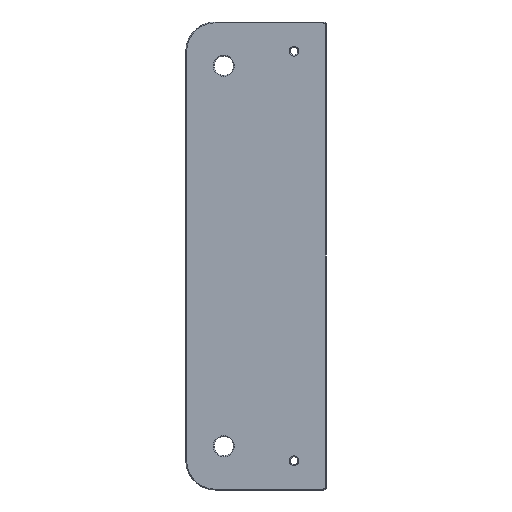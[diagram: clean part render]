
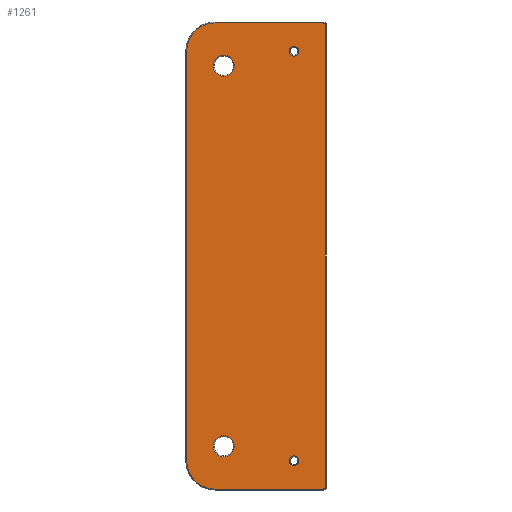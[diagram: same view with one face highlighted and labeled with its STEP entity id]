
A CAD part, front view. The second image highlights one B-rep face of the part: STEP entity #1261.
In plain terms, the highlighted planar face has unit normal (0, -1, 0).
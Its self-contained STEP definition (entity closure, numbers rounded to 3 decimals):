
#15 = AXIS2_PLACEMENT_3D ( 'NONE', #1941, #1083, #1124 ) ;
#22 = DIRECTION ( 'NONE',  ( 0., 1., 0. ) ) ;
#24 = CARTESIAN_POINT ( 'NONE',  ( -15., 0., -68.6 ) ) ;
#30 = EDGE_CURVE ( 'NONE', #2160, #615, #1782, .T. ) ;
#36 = DIRECTION ( 'NONE',  ( 0., 0., 1. ) ) ;
#37 = EDGE_LOOP ( 'NONE', ( #206, #2255 ) ) ;
#45 = DIRECTION ( 'NONE',  ( 0., 0., 1. ) ) ;
#75 = AXIS2_PLACEMENT_3D ( 'NONE', #1757, #114, #2599 ) ;
#91 = CARTESIAN_POINT ( 'NONE',  ( 19.7, 0., -79. ) ) ;
#110 = AXIS2_PLACEMENT_3D ( 'NONE', #2555, #1737, #497 ) ;
#114 = DIRECTION ( 'NONE',  ( 0., 1., 0. ) ) ;
#145 = CIRCLE ( 'NONE', #15, 9.7 ) ;
#166 = CARTESIAN_POINT ( 'NONE',  ( 9., 0., -71.65 ) ) ;
#174 = EDGE_CURVE ( 'NONE', #1685, #959, #1825, .T. ) ;
#187 = DIRECTION ( 'NONE',  ( 0., 0., 1. ) ) ;
#188 = VERTEX_POINT ( 'NONE', #2421 ) ;
#195 = CIRCLE ( 'NONE', #1719, 1.65 ) ;
#206 = ORIENTED_EDGE ( 'NONE', *, *, #2352, .T. ) ;
#209 = EDGE_CURVE ( 'NONE', #371, #188, #446, .T. ) ;
#239 = CIRCLE ( 'NONE', #110, 1.65 ) ;
#248 = DIRECTION ( 'NONE',  ( 0., 0., 1. ) ) ;
#264 = CARTESIAN_POINT ( 'NONE',  ( -27.7, 0., 0. ) ) ;
#275 = VERTEX_POINT ( 'NONE', #434 ) ;
#309 = AXIS2_PLACEMENT_3D ( 'NONE', #2662, #1392, #350 ) ;
#312 = AXIS2_PLACEMENT_3D ( 'NONE', #2353, #2147, #187 ) ;
#350 = DIRECTION ( 'NONE',  ( 0., 0., 1. ) ) ;
#363 = ORIENTED_EDGE ( 'NONE', *, *, #174, .T. ) ;
#365 = ORIENTED_EDGE ( 'NONE', *, *, #2268, .T. ) ;
#371 = VERTEX_POINT ( 'NONE', #578 ) ;
#406 = EDGE_CURVE ( 'NONE', #1635, #1539, #2006, .T. ) ;
#410 = DIRECTION ( 'NONE',  ( 0., 0., 1. ) ) ;
#434 = CARTESIAN_POINT ( 'NONE',  ( 19., 0., 79.7 ) ) ;
#446 = CIRCLE ( 'NONE', #309, 1.65 ) ;
#472 = DIRECTION ( 'NONE',  ( 0., 0., -1. ) ) ;
#497 = DIRECTION ( 'NONE',  ( 0., 0., 1. ) ) ;
#505 = CIRCLE ( 'NONE', #1420, 3.6 ) ;
#571 = EDGE_CURVE ( 'NONE', #891, #2160, #145, .T. ) ;
#578 = CARTESIAN_POINT ( 'NONE',  ( 9., 0., 68.35 ) ) ;
#592 = CIRCLE ( 'NONE', #2502, 3.6 ) ;
#615 = VERTEX_POINT ( 'NONE', #682 ) ;
#629 = DIRECTION ( 'NONE',  ( 0., 1., 0. ) ) ;
#635 = CARTESIAN_POINT ( 'NONE',  ( 19.7, 0., 79. ) ) ;
#647 = EDGE_LOOP ( 'NONE', ( #2509, #2685 ) ) ;
#682 = CARTESIAN_POINT ( 'NONE',  ( 19., 0., -79.7 ) ) ;
#707 = VECTOR ( 'NONE', #747, 1000. ) ;
#734 = VERTEX_POINT ( 'NONE', #2606 ) ;
#735 = LINE ( 'NONE', #1565, #1337 ) ;
#745 = DIRECTION ( 'NONE',  ( 0., 1., 0. ) ) ;
#747 = DIRECTION ( 'NONE',  ( 1., 0., 0. ) ) ;
#788 = DIRECTION ( 'NONE',  ( 0., 0., 1. ) ) ;
#842 = DIRECTION ( 'NONE',  ( 0., -1., 0. ) ) ;
#848 = LINE ( 'NONE', #264, #1467 ) ;
#891 = VERTEX_POINT ( 'NONE', #1829 ) ;
#907 = CARTESIAN_POINT ( 'NONE',  ( 9., 0., -70. ) ) ;
#959 = VERTEX_POINT ( 'NONE', #635 ) ;
#973 = CIRCLE ( 'NONE', #1631, 3.6 ) ;
#1022 = FACE_BOUND ( 'NONE', #37, .T. ) ;
#1036 = PLANE ( 'NONE',  #1849 ) ;
#1072 = EDGE_CURVE ( 'NONE', #2238, #2214, #195, .T. ) ;
#1073 = EDGE_LOOP ( 'NONE', ( #1310, #2043, #2082, #365, #363, #2529, #1706, #2215 ) ) ;
#1081 = DIRECTION ( 'NONE',  ( 0., 1., 0. ) ) ;
#1083 = DIRECTION ( 'NONE',  ( 0., -1., 0. ) ) ;
#1108 = CIRCLE ( 'NONE', #2281, 9.7 ) ;
#1124 = DIRECTION ( 'NONE',  ( 0., 0., 1. ) ) ;
#1185 = FACE_BOUND ( 'NONE', #1674, .T. ) ;
#1244 = FACE_OUTER_BOUND ( 'NONE', #1073, .T. ) ;
#1255 = CARTESIAN_POINT ( 'NONE',  ( -15., 0., 61.4 ) ) ;
#1258 = CARTESIAN_POINT ( 'NONE',  ( 19., 0., 79. ) ) ;
#1261 = ADVANCED_FACE ( 'NONE', ( #1022, #1623, #1244, #1185, #2475 ), #1036, .F. ) ;
#1310 = ORIENTED_EDGE ( 'NONE', *, *, #1940, .T. ) ;
#1337 = VECTOR ( 'NONE', #2380, 1000. ) ;
#1363 = CARTESIAN_POINT ( 'NONE',  ( -15., 0., 65. ) ) ;
#1378 = EDGE_CURVE ( 'NONE', #734, #1943, #1108, .T. ) ;
#1392 = DIRECTION ( 'NONE',  ( 0., 1., 0. ) ) ;
#1401 = VERTEX_POINT ( 'NONE', #1255 ) ;
#1420 = AXIS2_PLACEMENT_3D ( 'NONE', #1551, #629, #45 ) ;
#1435 = ORIENTED_EDGE ( 'NONE', *, *, #1072, .T. ) ;
#1467 = VECTOR ( 'NONE', #472, 1000. ) ;
#1484 = VERTEX_POINT ( 'NONE', #1876 ) ;
#1502 = CARTESIAN_POINT ( 'NONE',  ( -18., 0., 70. ) ) ;
#1528 = EDGE_CURVE ( 'NONE', #2214, #2238, #239, .T. ) ;
#1539 = VERTEX_POINT ( 'NONE', #24 ) ;
#1551 = CARTESIAN_POINT ( 'NONE',  ( -15., 0., 65. ) ) ;
#1563 = ORIENTED_EDGE ( 'NONE', *, *, #209, .T. ) ;
#1565 = CARTESIAN_POINT ( 'NONE',  ( 0., 0., 79.7 ) ) ;
#1587 = EDGE_CURVE ( 'NONE', #1539, #1635, #973, .T. ) ;
#1593 = CIRCLE ( 'NONE', #1893, 0.7 ) ;
#1607 = CARTESIAN_POINT ( 'NONE',  ( -18., 0., -79.7 ) ) ;
#1623 = FACE_BOUND ( 'NONE', #647, .T. ) ;
#1630 = CIRCLE ( 'NONE', #1896, 0.7 ) ;
#1631 = AXIS2_PLACEMENT_3D ( 'NONE', #2523, #1081, #2563 ) ;
#1635 = VERTEX_POINT ( 'NONE', #2393 ) ;
#1674 = EDGE_LOOP ( 'NONE', ( #1563, #2532 ) ) ;
#1685 = VERTEX_POINT ( 'NONE', #91 ) ;
#1706 = ORIENTED_EDGE ( 'NONE', *, *, #2122, .T. ) ;
#1719 = AXIS2_PLACEMENT_3D ( 'NONE', #907, #22, #1736 ) ;
#1736 = DIRECTION ( 'NONE',  ( 0., 0., 1. ) ) ;
#1737 = DIRECTION ( 'NONE',  ( 0., 1., 0. ) ) ;
#1757 = CARTESIAN_POINT ( 'NONE',  ( 9., 0., 70. ) ) ;
#1782 = LINE ( 'NONE', #2611, #707 ) ;
#1825 = LINE ( 'NONE', #2624, #2440 ) ;
#1829 = CARTESIAN_POINT ( 'NONE',  ( -27.7, 0., -70. ) ) ;
#1849 = AXIS2_PLACEMENT_3D ( 'NONE', #2463, #2011, #410 ) ;
#1852 = CIRCLE ( 'NONE', #75, 1.65 ) ;
#1876 = CARTESIAN_POINT ( 'NONE',  ( -15., 0., 68.6 ) ) ;
#1893 = AXIS2_PLACEMENT_3D ( 'NONE', #1258, #2115, #36 ) ;
#1896 = AXIS2_PLACEMENT_3D ( 'NONE', #1951, #842, #248 ) ;
#1937 = EDGE_CURVE ( 'NONE', #959, #275, #1593, .T. ) ;
#1940 = EDGE_CURVE ( 'NONE', #1943, #891, #848, .T. ) ;
#1941 = CARTESIAN_POINT ( 'NONE',  ( -18., 0., -70. ) ) ;
#1943 = VERTEX_POINT ( 'NONE', #2561 ) ;
#1951 = CARTESIAN_POINT ( 'NONE',  ( 19., 0., -79. ) ) ;
#2006 = CIRCLE ( 'NONE', #312, 3.6 ) ;
#2011 = DIRECTION ( 'NONE',  ( 0., 1., 0. ) ) ;
#2043 = ORIENTED_EDGE ( 'NONE', *, *, #571, .T. ) ;
#2047 = EDGE_CURVE ( 'NONE', #1484, #1401, #592, .T. ) ;
#2078 = ORIENTED_EDGE ( 'NONE', *, *, #1528, .T. ) ;
#2081 = DIRECTION ( 'NONE',  ( 0., 0., 1. ) ) ;
#2082 = ORIENTED_EDGE ( 'NONE', *, *, #30, .T. ) ;
#2089 = EDGE_CURVE ( 'NONE', #188, #371, #1852, .T. ) ;
#2115 = DIRECTION ( 'NONE',  ( 0., -1., 0. ) ) ;
#2122 = EDGE_CURVE ( 'NONE', #275, #734, #735, .T. ) ;
#2147 = DIRECTION ( 'NONE',  ( 0., 1., 0. ) ) ;
#2160 = VERTEX_POINT ( 'NONE', #1607 ) ;
#2161 = DIRECTION ( 'NONE',  ( 0., 0., 1. ) ) ;
#2214 = VERTEX_POINT ( 'NONE', #166 ) ;
#2215 = ORIENTED_EDGE ( 'NONE', *, *, #1378, .T. ) ;
#2238 = VERTEX_POINT ( 'NONE', #2271 ) ;
#2255 = ORIENTED_EDGE ( 'NONE', *, *, #2047, .T. ) ;
#2268 = EDGE_CURVE ( 'NONE', #615, #1685, #1630, .T. ) ;
#2271 = CARTESIAN_POINT ( 'NONE',  ( 9., 0., -68.35 ) ) ;
#2281 = AXIS2_PLACEMENT_3D ( 'NONE', #1502, #2549, #2081 ) ;
#2352 = EDGE_CURVE ( 'NONE', #1401, #1484, #505, .T. ) ;
#2353 = CARTESIAN_POINT ( 'NONE',  ( -15., 0., -65. ) ) ;
#2380 = DIRECTION ( 'NONE',  ( -1., 0., 0. ) ) ;
#2393 = CARTESIAN_POINT ( 'NONE',  ( -15., 0., -61.4 ) ) ;
#2421 = CARTESIAN_POINT ( 'NONE',  ( 9., 0., 71.65 ) ) ;
#2435 = EDGE_LOOP ( 'NONE', ( #2078, #1435 ) ) ;
#2440 = VECTOR ( 'NONE', #788, 1000. ) ;
#2463 = CARTESIAN_POINT ( 'NONE',  ( 0., 0., 0. ) ) ;
#2475 = FACE_BOUND ( 'NONE', #2435, .T. ) ;
#2502 = AXIS2_PLACEMENT_3D ( 'NONE', #1363, #745, #2161 ) ;
#2509 = ORIENTED_EDGE ( 'NONE', *, *, #1587, .T. ) ;
#2523 = CARTESIAN_POINT ( 'NONE',  ( -15., 0., -65. ) ) ;
#2529 = ORIENTED_EDGE ( 'NONE', *, *, #1937, .T. ) ;
#2532 = ORIENTED_EDGE ( 'NONE', *, *, #2089, .T. ) ;
#2549 = DIRECTION ( 'NONE',  ( 0., -1., 0. ) ) ;
#2555 = CARTESIAN_POINT ( 'NONE',  ( 9., 0., -70. ) ) ;
#2561 = CARTESIAN_POINT ( 'NONE',  ( -27.7, 0., 70. ) ) ;
#2563 = DIRECTION ( 'NONE',  ( 0., 0., 1. ) ) ;
#2599 = DIRECTION ( 'NONE',  ( 0., 0., 1. ) ) ;
#2606 = CARTESIAN_POINT ( 'NONE',  ( -18., 0., 79.7 ) ) ;
#2611 = CARTESIAN_POINT ( 'NONE',  ( 0., 0., -79.7 ) ) ;
#2624 = CARTESIAN_POINT ( 'NONE',  ( 19.7, 0., 0. ) ) ;
#2662 = CARTESIAN_POINT ( 'NONE',  ( 9., 0., 70. ) ) ;
#2685 = ORIENTED_EDGE ( 'NONE', *, *, #406, .T. ) ;
